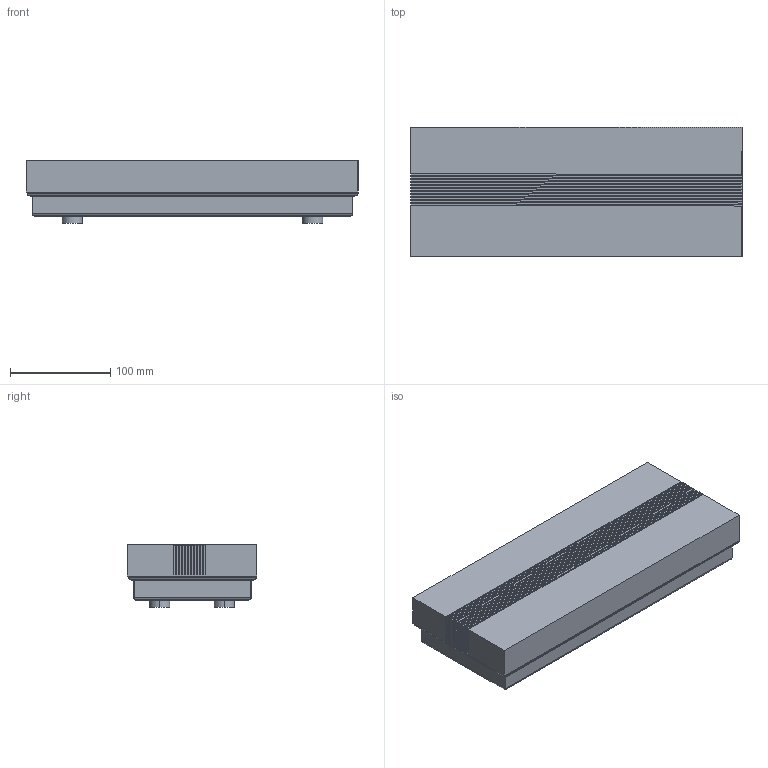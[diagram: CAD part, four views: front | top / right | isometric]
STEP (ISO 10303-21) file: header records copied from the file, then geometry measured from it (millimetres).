
FILE_DESCRIPTION (( 'STEP AP214' ), '1' );
FILE_NAME ('ANTARES LED.STEP', '2018-07-14T08:43:27', ( '' ), ( '' ), 'SwSTEP 2.0', 'SolidWorks 2013', '' );
FILE_SCHEMA (( 'AUTOMOTIVE_DESIGN' ));
Length unit declared in the file: millimetre
Products named in the file (3): Êðûøêà; ANTARES LED; 膰豵鵨
Assembly tree (2 placements, depth 2):
  ANTARES LED
    Êðûøêà
    膰豵鵨
Bounding box: 331 x 129 x 62 mm (x, y, z)
Volume: 344486.5 mm3; surface area: 272133 mm2
Topology: 2 solids, 2 shells, 201 faces, 528 edges, 338 vertices
Faces by surface type: plane 183, cylinder 18
Entity records: 6572 total; most frequent: CARTESIAN_POINT 1099, ORIENTED_EDGE 1056, DIRECTION 953, EDGE_CURVE 528, LINE 497, VECTOR 497, VERTEX_POINT 338, AXIS2_PLACEMENT_3D 228
